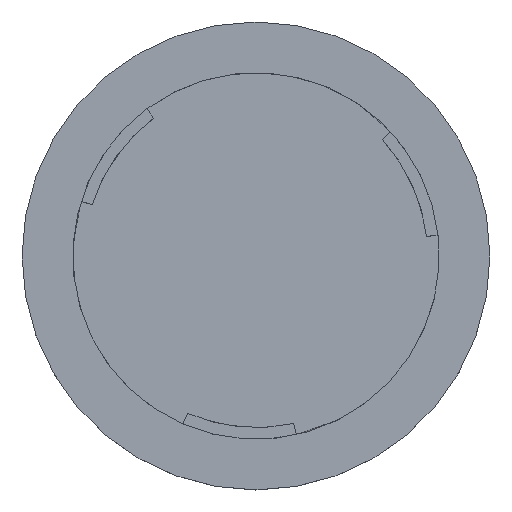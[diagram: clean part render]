
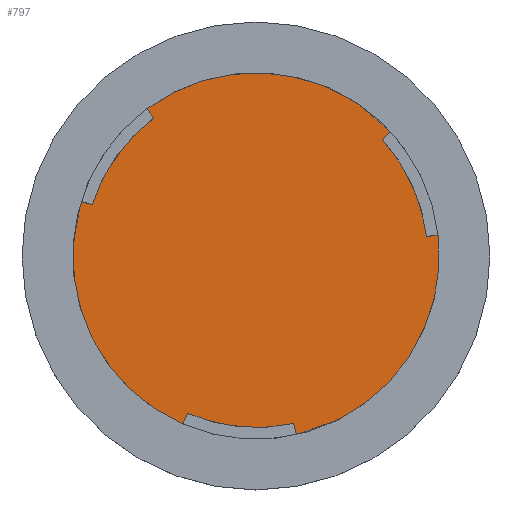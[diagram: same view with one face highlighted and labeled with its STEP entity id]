
A CAD part, top view. The second image highlights one B-rep face of the part: STEP entity #797.
In plain terms, the highlighted planar face has unit normal (0, 0, 1).
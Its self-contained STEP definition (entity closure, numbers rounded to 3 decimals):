
#43=CIRCLE('',#860,22.);
#44=CIRCLE('',#863,23.5);
#45=CIRCLE('',#864,22.);
#46=CIRCLE('',#865,23.5);
#47=CIRCLE('',#866,22.);
#48=CIRCLE('',#867,23.5);
#107=ORIENTED_EDGE('',*,*,#300,.F.);
#108=ORIENTED_EDGE('',*,*,#314,.F.);
#109=ORIENTED_EDGE('',*,*,#304,.F.);
#110=ORIENTED_EDGE('',*,*,#319,.T.);
#111=ORIENTED_EDGE('',*,*,#320,.F.);
#112=ORIENTED_EDGE('',*,*,#321,.F.);
#113=ORIENTED_EDGE('',*,*,#322,.F.);
#114=ORIENTED_EDGE('',*,*,#323,.T.);
#115=ORIENTED_EDGE('',*,*,#324,.T.);
#116=ORIENTED_EDGE('',*,*,#325,.F.);
#117=ORIENTED_EDGE('',*,*,#326,.T.);
#118=ORIENTED_EDGE('',*,*,#327,.T.);
#300=EDGE_CURVE('',#411,#413,#490,.T.);
#304=EDGE_CURVE('',#415,#417,#494,.T.);
#314=EDGE_CURVE('',#417,#411,#43,.F.);
#319=EDGE_CURVE('',#415,#425,#44,.T.);
#320=EDGE_CURVE('',#426,#425,#503,.T.);
#321=EDGE_CURVE('',#427,#426,#45,.F.);
#322=EDGE_CURVE('',#428,#427,#504,.T.);
#323=EDGE_CURVE('',#428,#429,#46,.T.);
#324=EDGE_CURVE('',#429,#430,#505,.T.);
#325=EDGE_CURVE('',#431,#430,#47,.F.);
#326=EDGE_CURVE('',#431,#432,#506,.T.);
#327=EDGE_CURVE('',#432,#413,#48,.T.);
#411=VERTEX_POINT('',#1143);
#413=VERTEX_POINT('',#1146);
#415=VERTEX_POINT('',#1152);
#417=VERTEX_POINT('',#1155);
#425=VERTEX_POINT('',#1207);
#426=VERTEX_POINT('',#1209);
#427=VERTEX_POINT('',#1211);
#428=VERTEX_POINT('',#1213);
#429=VERTEX_POINT('',#1215);
#430=VERTEX_POINT('',#1217);
#431=VERTEX_POINT('',#1219);
#432=VERTEX_POINT('',#1221);
#490=LINE('',#1145,#568);
#494=LINE('',#1154,#572);
#503=LINE('',#1208,#581);
#504=LINE('',#1212,#582);
#505=LINE('',#1216,#583);
#506=LINE('',#1220,#584);
#568=VECTOR('',#927,1000.);
#572=VECTOR('',#933,1000.);
#581=VECTOR('',#960,1000.);
#582=VECTOR('',#963,1000.);
#583=VECTOR('',#966,1000.);
#584=VECTOR('',#969,1000.);
#652=EDGE_LOOP('',(#107,#108,#109,#110,#111,#112,#113,#114,#115,#116,#117,
#118));
#708=FACE_BOUND('',#652,.T.);
#762=PLANE('',#862);
#797=ADVANCED_FACE('',(#708),#762,.T.);
#860=AXIS2_PLACEMENT_3D('',#1177,#950,#951);
#862=AXIS2_PLACEMENT_3D('',#1205,#956,#957);
#863=AXIS2_PLACEMENT_3D('',#1206,#958,#959);
#864=AXIS2_PLACEMENT_3D('',#1210,#961,#962);
#865=AXIS2_PLACEMENT_3D('',#1214,#964,#965);
#866=AXIS2_PLACEMENT_3D('',#1218,#967,#968);
#867=AXIS2_PLACEMENT_3D('',#1222,#970,#971);
#927=DIRECTION('',(-0.578,0.816,0.));
#933=DIRECTION('',(0.657,-0.753,0.));
#950=DIRECTION('',(0.,0.,1.));
#951=DIRECTION('',(1.,0.,0.));
#956=DIRECTION('',(0.,0.,1.));
#957=DIRECTION('',(0.,-1.,0.));
#958=DIRECTION('',(0.,0.,1.));
#959=DIRECTION('',(0.,1.,0.));
#960=DIRECTION('',(-0.418,-0.908,0.));
#961=DIRECTION('',(0.,0.,1.));
#962=DIRECTION('',(1.,0.,0.));
#963=DIRECTION('',(0.324,0.946,0.));
#964=DIRECTION('',(0.,0.,1.));
#965=DIRECTION('',(0.,1.,0.));
#966=DIRECTION('',(-0.996,-0.092,0.));
#967=DIRECTION('',(0.,0.,1.));
#968=DIRECTION('',(1.,0.,0.));
#969=DIRECTION('',(0.981,0.193,0.));
#970=DIRECTION('',(0.,0.,1.));
#971=DIRECTION('',(0.,1.,0.));
#1143=CARTESIAN_POINT('',(-13.115,17.663,-18.25));
#1145=CARTESIAN_POINT('',(-13.119,17.668,-18.25));
#1146=CARTESIAN_POINT('',(-13.982,18.888,-18.25));
#1152=CARTESIAN_POINT('',(-15.45,17.707,-18.25));
#1154=CARTESIAN_POINT('',(-14.464,16.577,-18.25));
#1155=CARTESIAN_POINT('',(-14.464,16.577,-18.25));
#1177=CARTESIAN_POINT('',(0.,0.,-18.25));
#1205=CARTESIAN_POINT('',(0.,0.,-18.25));
#1206=CARTESIAN_POINT('',(0.,0.,-18.25));
#1207=CARTESIAN_POINT('',(-9.366,-21.553,-18.25));
#1208=CARTESIAN_POINT('',(-8.741,-20.195,-18.25));
#1209=CARTESIAN_POINT('',(-8.739,-20.19,-18.25));
#1210=CARTESIAN_POINT('',(0.,0.,-18.25));
#1211=CARTESIAN_POINT('',(-7.124,-20.815,-18.25));
#1212=CARTESIAN_POINT('',(-7.124,-20.815,-18.25));
#1213=CARTESIAN_POINT('',(-7.61,-22.234,-18.25));
#1214=CARTESIAN_POINT('',(0.,0.,-18.25));
#1215=CARTESIAN_POINT('',(23.348,2.665,-18.25));
#1216=CARTESIAN_POINT('',(-0.046,0.498,-18.25));
#1217=CARTESIAN_POINT('',(21.854,2.527,-18.25));
#1218=CARTESIAN_POINT('',(0.,0.,-18.25));
#1219=CARTESIAN_POINT('',(21.588,4.238,-18.25));
#1220=CARTESIAN_POINT('',(0.,0.,-18.25));
#1221=CARTESIAN_POINT('',(23.06,4.527,-18.25));
#1222=CARTESIAN_POINT('',(0.,0.,-18.25));
